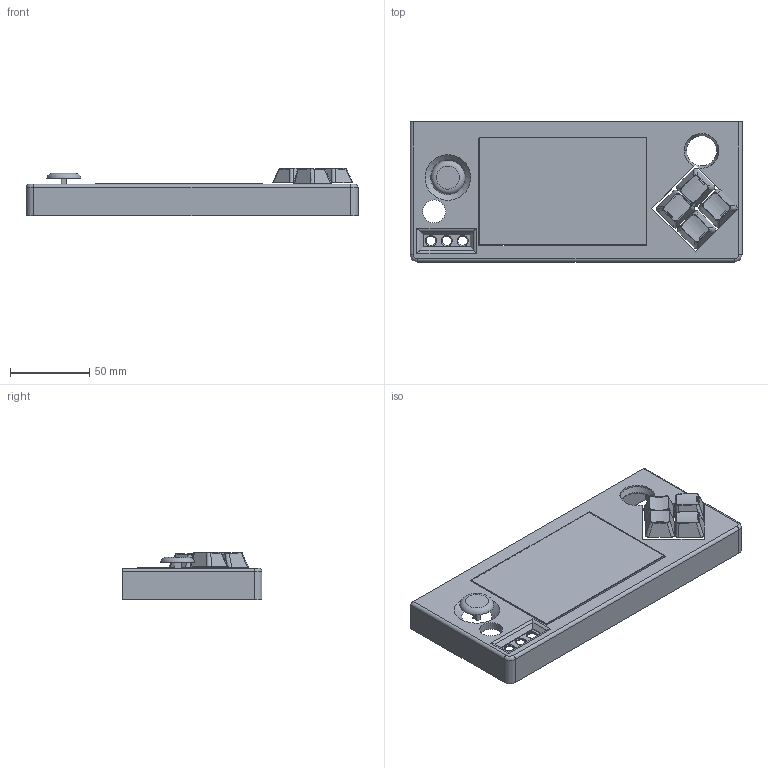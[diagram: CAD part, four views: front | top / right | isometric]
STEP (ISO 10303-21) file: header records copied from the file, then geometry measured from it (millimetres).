
FILE_DESCRIPTION(/* description */ (''),/* implementation_level */ '2;1');
FILE_NAME(/* name */ 'Untitled (v3~recovered).step',/* time_stamp */ '2025-08-08T22:33:42-04:00',/* author */ (''),/* organization */ (''),/* preprocessor_version */ 'ST-DEVELOPER v20.1',/* originating_system */ 'Autodesk Translation Framework v14.10.0.0',/* authorisation */ '');
FILE_SCHEMA (('AUTOMOTIVE_DESIGN { 1 0 10303 214 3 1 1 }'));
Length unit declared in the file: millimetre
Products named in the file (6): Untitled (v3~recovered); top; OBJ_PCB_gameconsole; kc0001 v9; PS3_DUALSHOCK3__ANALOG; P07-2
Assembly tree (8 placements, depth 2):
  Untitled (v3~recovered)
    top
    OBJ_PCB_gameconsole
    kc0001 v9  x4
    PS3_DUALSHOCK3__ANALOG
    P07-2
Bounding box: 210 x 88.54 x 30.21 mm (x, y, z)
Volume: 137744.7 mm3; surface area: 83275.1 mm2
Topology: 12 solids, 14 shells, 1876 faces, 5165 edges, 3368 vertices
Faces by surface type: plane 1245, cylinder 513, bspline 89, cone 19, torus 10
Full cylindrical faces by diameter (mm): 2 x8, 3.7 x1, 5.5 x12, 6 x4, 14.514 x1
Entity records: 50694 total; most frequent: CARTESIAN_POINT 12122, ORIENTED_EDGE 8127, DIRECTION 7709, EDGE_CURVE 4065, LINE 3023, VECTOR 3023, VERTEX_POINT 2657, AXIS2_PLACEMENT_3D 2343
